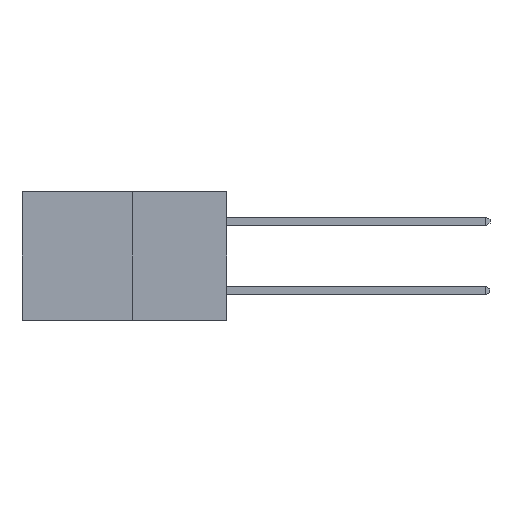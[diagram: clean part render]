
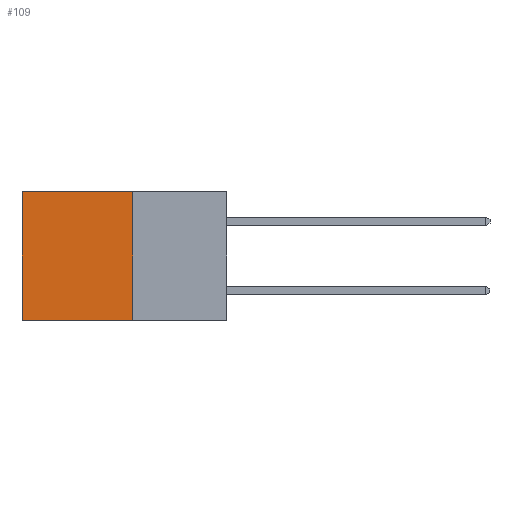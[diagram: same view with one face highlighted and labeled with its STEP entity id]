
A CAD part, left-side view. The second image highlights one B-rep face of the part: STEP entity #109.
In plain terms, the highlighted planar face has unit normal (-1, 0, 0).
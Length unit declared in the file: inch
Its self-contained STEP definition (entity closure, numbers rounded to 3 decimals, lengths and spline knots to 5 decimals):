
#68 = FACE_OUTER_BOUND ( 'NONE', #5331, .T. ) ;
#109 = ADVANCED_FACE ( 'NONE', ( #68 ), #976, .F. ) ;
#171 = EDGE_CURVE ( 'NONE', #3864, #1220, #8275, .T. ) ;
#173 = LINE ( 'NONE', #6706, #4003 ) ;
#368 = EDGE_CURVE ( 'NONE', #7376, #1220, #3122, .T. ) ;
#607 = ORIENTED_EDGE ( 'NONE', *, *, #2895, .F. ) ;
#618 = EDGE_CURVE ( 'NONE', #4729, #3864, #173, .T. ) ;
#665 = ORIENTED_EDGE ( 'NONE', *, *, #618, .T. ) ;
#976 = PLANE ( 'NONE',  #2799 ) ;
#1220 = VERTEX_POINT ( 'NONE', #8101 ) ;
#1374 = VECTOR ( 'NONE', #8235, 39.37008 ) ;
#1746 = DIRECTION ( 'NONE',  ( 0., 0., -1. ) ) ;
#1942 = DIRECTION ( 'NONE',  ( 0., 0., -1. ) ) ;
#2799 = AXIS2_PLACEMENT_3D ( 'NONE', #8269, #8263, #1942 ) ;
#2895 = EDGE_CURVE ( 'NONE', #4729, #7376, #7618, .T. ) ;
#3122 = LINE ( 'NONE', #3299, #6427 ) ;
#3125 = DIRECTION ( 'NONE',  ( 0., 1., 0. ) ) ;
#3299 = CARTESIAN_POINT ( 'NONE',  ( 0.277, 0.27, -0.37 ) ) ;
#3864 = VERTEX_POINT ( 'NONE', #4153 ) ;
#4003 = VECTOR ( 'NONE', #5663, 39.37008 ) ;
#4153 = CARTESIAN_POINT ( 'NONE',  ( 0.277, 0.59, 0. ) ) ;
#4729 = VERTEX_POINT ( 'NONE', #5497 ) ;
#5026 = CARTESIAN_POINT ( 'NONE',  ( 0.277, 0.27, -0.37 ) ) ;
#5331 = EDGE_LOOP ( 'NONE', ( #5783, #7886, #607, #665 ) ) ;
#5497 = CARTESIAN_POINT ( 'NONE',  ( 0.277, 0.27, 0. ) ) ;
#5663 = DIRECTION ( 'NONE',  ( 0., 1., 0. ) ) ;
#5783 = ORIENTED_EDGE ( 'NONE', *, *, #171, .T. ) ;
#6045 = VECTOR ( 'NONE', #1746, 39.37008 ) ;
#6427 = VECTOR ( 'NONE', #3125, 39.37008 ) ;
#6706 = CARTESIAN_POINT ( 'NONE',  ( 0.277, 0.27, 0. ) ) ;
#7376 = VERTEX_POINT ( 'NONE', #8310 ) ;
#7618 = LINE ( 'NONE', #5026, #6045 ) ;
#7886 = ORIENTED_EDGE ( 'NONE', *, *, #368, .F. ) ;
#8101 = CARTESIAN_POINT ( 'NONE',  ( 0.277, 0.59, -0.37 ) ) ;
#8226 = CARTESIAN_POINT ( 'NONE',  ( 0.277, 0.59, -0.37 ) ) ;
#8235 = DIRECTION ( 'NONE',  ( 0., 0., -1. ) ) ;
#8263 = DIRECTION ( 'NONE',  ( 1., 0., 0. ) ) ;
#8269 = CARTESIAN_POINT ( 'NONE',  ( 0.277, 0.27, -0.37 ) ) ;
#8275 = LINE ( 'NONE', #8226, #1374 ) ;
#8310 = CARTESIAN_POINT ( 'NONE',  ( 0.277, 0.27, -0.37 ) ) ;
